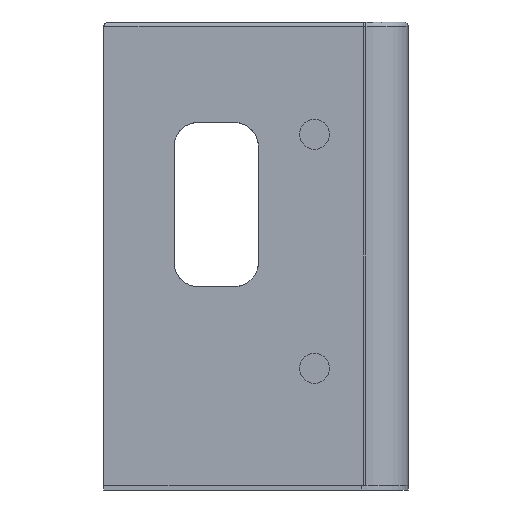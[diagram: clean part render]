
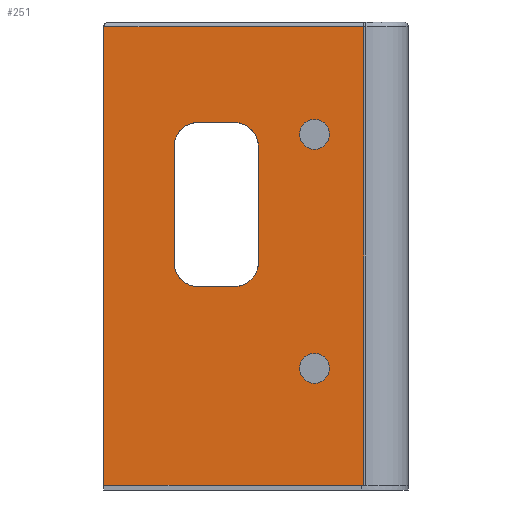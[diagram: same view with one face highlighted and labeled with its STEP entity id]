
A CAD part, front view. The second image highlights one B-rep face of the part: STEP entity #251.
In plain terms, the highlighted planar face has unit normal (0, -1, 0).
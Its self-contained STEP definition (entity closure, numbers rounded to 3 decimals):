
#21 = EDGE_CURVE('',#22,#24,#26,.T.);
#22 = VERTEX_POINT('',#23);
#23 = CARTESIAN_POINT('',(0.,0.,1.));
#24 = VERTEX_POINT('',#25);
#25 = CARTESIAN_POINT('',(0.,0.,99.));
#26 = LINE('',#27,#28);
#27 = CARTESIAN_POINT('',(0.,0.,1.));
#28 = VECTOR('',#29,1.);
#29 = DIRECTION('',(0.,0.,1.));
#251 = ADVANCED_FACE('',(#252,#277,#347,#358),#369,.F.);
#252 = FACE_BOUND('',#253,.F.);
#253 = EDGE_LOOP('',(#254,#264,#270,#271));
#254 = ORIENTED_EDGE('',*,*,#255,.F.);
#255 = EDGE_CURVE('',#256,#258,#260,.T.);
#256 = VERTEX_POINT('',#257);
#257 = CARTESIAN_POINT('',(55.5,0.,1.));
#258 = VERTEX_POINT('',#259);
#259 = CARTESIAN_POINT('',(55.5,0.,99.));
#260 = LINE('',#261,#262);
#261 = CARTESIAN_POINT('',(55.5,0.,1.));
#262 = VECTOR('',#263,1.);
#263 = DIRECTION('',(0.,0.,1.));
#264 = ORIENTED_EDGE('',*,*,#265,.F.);
#265 = EDGE_CURVE('',#22,#256,#266,.T.);
#266 = LINE('',#267,#268);
#267 = CARTESIAN_POINT('',(0.,0.,1.));
#268 = VECTOR('',#269,1.);
#269 = DIRECTION('',(1.,0.,0.));
#270 = ORIENTED_EDGE('',*,*,#21,.T.);
#271 = ORIENTED_EDGE('',*,*,#272,.F.);
#272 = EDGE_CURVE('',#258,#24,#273,.T.);
#273 = LINE('',#274,#275);
#274 = CARTESIAN_POINT('',(55.5,0.,99.));
#275 = VECTOR('',#276,1.);
#276 = DIRECTION('',(-1.,0.,0.));
#277 = FACE_BOUND('',#278,.F.);
#278 = EDGE_LOOP('',(#279,#289,#298,#306,#315,#323,#332,#340));
#279 = ORIENTED_EDGE('',*,*,#280,.F.);
#280 = EDGE_CURVE('',#281,#283,#285,.T.);
#281 = VERTEX_POINT('',#282);
#282 = CARTESIAN_POINT('',(15.,0.,48.5));
#283 = VERTEX_POINT('',#284);
#284 = CARTESIAN_POINT('',(15.,0.,73.5));
#285 = LINE('',#286,#287);
#286 = CARTESIAN_POINT('',(15.,0.,43.5));
#287 = VECTOR('',#288,1.);
#288 = DIRECTION('',(0.,0.,1.));
#289 = ORIENTED_EDGE('',*,*,#290,.T.);
#290 = EDGE_CURVE('',#281,#291,#293,.T.);
#291 = VERTEX_POINT('',#292);
#292 = CARTESIAN_POINT('',(20.,0.,43.5));
#293 = CIRCLE('',#294,5.);
#294 = AXIS2_PLACEMENT_3D('',#295,#296,#297);
#295 = CARTESIAN_POINT('',(20.,0.,48.5));
#296 = DIRECTION('',(0.,-1.,0.));
#297 = DIRECTION('',(0.,0.,1.));
#298 = ORIENTED_EDGE('',*,*,#299,.T.);
#299 = EDGE_CURVE('',#291,#300,#302,.T.);
#300 = VERTEX_POINT('',#301);
#301 = CARTESIAN_POINT('',(28.,0.,43.5));
#302 = LINE('',#303,#304);
#303 = CARTESIAN_POINT('',(15.,0.,43.5));
#304 = VECTOR('',#305,1.);
#305 = DIRECTION('',(1.,0.,0.));
#306 = ORIENTED_EDGE('',*,*,#307,.F.);
#307 = EDGE_CURVE('',#308,#300,#310,.T.);
#308 = VERTEX_POINT('',#309);
#309 = CARTESIAN_POINT('',(33.,0.,48.5));
#310 = CIRCLE('',#311,5.);
#311 = AXIS2_PLACEMENT_3D('',#312,#313,#314);
#312 = CARTESIAN_POINT('',(28.,0.,48.5));
#313 = DIRECTION('',(0.,1.,0.));
#314 = DIRECTION('',(0.,0.,1.));
#315 = ORIENTED_EDGE('',*,*,#316,.T.);
#316 = EDGE_CURVE('',#308,#317,#319,.T.);
#317 = VERTEX_POINT('',#318);
#318 = CARTESIAN_POINT('',(33.,0.,73.5));
#319 = LINE('',#320,#321);
#320 = CARTESIAN_POINT('',(33.,0.,43.5));
#321 = VECTOR('',#322,1.);
#322 = DIRECTION('',(0.,0.,1.));
#323 = ORIENTED_EDGE('',*,*,#324,.T.);
#324 = EDGE_CURVE('',#317,#325,#327,.T.);
#325 = VERTEX_POINT('',#326);
#326 = CARTESIAN_POINT('',(28.,0.,78.5));
#327 = CIRCLE('',#328,5.);
#328 = AXIS2_PLACEMENT_3D('',#329,#330,#331);
#329 = CARTESIAN_POINT('',(28.,0.,73.5));
#330 = DIRECTION('',(0.,-1.,0.));
#331 = DIRECTION('',(0.,0.,1.));
#332 = ORIENTED_EDGE('',*,*,#333,.F.);
#333 = EDGE_CURVE('',#334,#325,#336,.T.);
#334 = VERTEX_POINT('',#335);
#335 = CARTESIAN_POINT('',(20.,0.,78.5));
#336 = LINE('',#337,#338);
#337 = CARTESIAN_POINT('',(15.,0.,78.5));
#338 = VECTOR('',#339,1.);
#339 = DIRECTION('',(1.,0.,0.));
#340 = ORIENTED_EDGE('',*,*,#341,.F.);
#341 = EDGE_CURVE('',#283,#334,#342,.T.);
#342 = CIRCLE('',#343,5.);
#343 = AXIS2_PLACEMENT_3D('',#344,#345,#346);
#344 = CARTESIAN_POINT('',(20.,0.,73.5));
#345 = DIRECTION('',(0.,1.,0.));
#346 = DIRECTION('',(0.,0.,1.));
#347 = FACE_BOUND('',#348,.F.);
#348 = EDGE_LOOP('',(#349));
#349 = ORIENTED_EDGE('',*,*,#350,.F.);
#350 = EDGE_CURVE('',#351,#351,#353,.T.);
#351 = VERTEX_POINT('',#352);
#352 = CARTESIAN_POINT('',(48.2,0.,26.));
#353 = CIRCLE('',#354,3.2);
#354 = AXIS2_PLACEMENT_3D('',#355,#356,#357);
#355 = CARTESIAN_POINT('',(45.,0.,26.));
#356 = DIRECTION('',(0.,1.,0.));
#357 = DIRECTION('',(1.,0.,0.));
#358 = FACE_BOUND('',#359,.F.);
#359 = EDGE_LOOP('',(#360));
#360 = ORIENTED_EDGE('',*,*,#361,.F.);
#361 = EDGE_CURVE('',#362,#362,#364,.T.);
#362 = VERTEX_POINT('',#363);
#363 = CARTESIAN_POINT('',(48.2,0.,76.));
#364 = CIRCLE('',#365,3.2);
#365 = AXIS2_PLACEMENT_3D('',#366,#367,#368);
#366 = CARTESIAN_POINT('',(45.,0.,76.));
#367 = DIRECTION('',(0.,1.,0.));
#368 = DIRECTION('',(1.,0.,0.));
#369 = PLANE('',#370);
#370 = AXIS2_PLACEMENT_3D('',#371,#372,#373);
#371 = CARTESIAN_POINT('',(0.,0.,1.));
#372 = DIRECTION('',(0.,1.,0.));
#373 = DIRECTION('',(0.,0.,1.));
